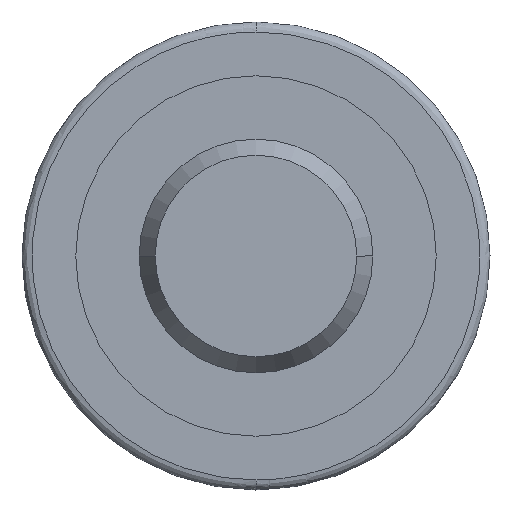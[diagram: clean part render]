
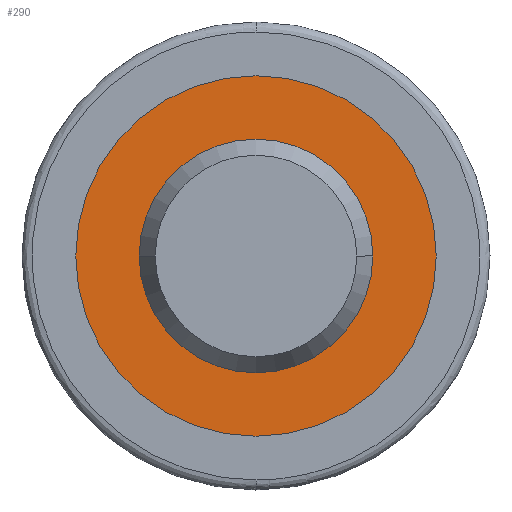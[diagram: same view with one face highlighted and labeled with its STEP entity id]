
A CAD part, left-side view. The second image highlights one B-rep face of the part: STEP entity #290.
In plain terms, the highlighted planar face has unit normal (-1, 0, 0).
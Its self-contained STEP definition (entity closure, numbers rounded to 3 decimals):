
#5 = ORIENTED_EDGE ( 'NONE', *, *, #723, .F. ) ;
#7 = ORIENTED_EDGE ( 'NONE', *, *, #744, .T. ) ;
#9 = ORIENTED_EDGE ( 'NONE', *, *, #748, .F. ) ;
#94 = ORIENTED_EDGE ( 'NONE', *, *, #717, .T. ) ;
#102 = EDGE_LOOP ( 'NONE', ( #5, #9 ) ) ;
#116 = EDGE_LOOP ( 'NONE', ( #94, #7 ) ) ;
#156 = FACE_BOUND ( 'NONE', #116, .T. ) ;
#159 = FACE_OUTER_BOUND ( 'NONE', #102, .T. ) ;
#216 = CIRCLE ( 'NONE', #786, 17.5 ) ;
#224 = CIRCLE ( 'NONE', #796, 27. ) ;
#252 = CIRCLE ( 'NONE', #805, 17.5 ) ;
#256 = CIRCLE ( 'NONE', #808, 27. ) ;
#290 = ADVANCED_FACE ( 'NONE', ( #156, #159 ), #448, .T. ) ;
#315 = CARTESIAN_POINT ( 'NONE',  ( 0., 0., 0. ) ) ;
#328 = DIRECTION ( 'NONE',  ( 1., 0., 0. ) ) ;
#329 = DIRECTION ( 'NONE',  ( 0., 1., 0. ) ) ;
#333 = CARTESIAN_POINT ( 'NONE',  ( 0., 0., 0. ) ) ;
#340 = DIRECTION ( 'NONE',  ( 1., 0., 0. ) ) ;
#341 = DIRECTION ( 'NONE',  ( 0., 1., 0. ) ) ;
#391 = VERTEX_POINT ( 'NONE', #572 ) ;
#392 = VERTEX_POINT ( 'NONE', #573 ) ;
#401 = VERTEX_POINT ( 'NONE', #580 ) ;
#402 = VERTEX_POINT ( 'NONE', #581 ) ;
#447 = CARTESIAN_POINT ( 'NONE',  ( 0., -22.25, 0. ) ) ;
#448 = PLANE ( 'NONE',  #761 ) ;
#449 = DIRECTION ( 'NONE',  ( -1., 0., 0. ) ) ;
#450 = DIRECTION ( 'NONE',  ( 0., 0., 1. ) ) ;
#572 = CARTESIAN_POINT ( 'NONE',  ( 0., 17.5, 0. ) ) ;
#573 = CARTESIAN_POINT ( 'NONE',  ( 0., -17.5, 0. ) ) ;
#580 = CARTESIAN_POINT ( 'NONE',  ( 0., -27., 0. ) ) ;
#581 = CARTESIAN_POINT ( 'NONE',  ( 0., 27., 0. ) ) ;
#653 = CARTESIAN_POINT ( 'NONE',  ( 0., 0., 0. ) ) ;
#654 = DIRECTION ( 'NONE',  ( 1., 0., 0. ) ) ;
#655 = DIRECTION ( 'NONE',  ( 0., 1., 0. ) ) ;
#669 = CARTESIAN_POINT ( 'NONE',  ( 0., 0., 0. ) ) ;
#670 = DIRECTION ( 'NONE',  ( 1., 0., 0. ) ) ;
#671 = DIRECTION ( 'NONE',  ( 0., 1., 0. ) ) ;
#717 = EDGE_CURVE ( 'NONE', #391, #392, #216, .T. ) ;
#723 = EDGE_CURVE ( 'NONE', #402, #401, #224, .T. ) ;
#744 = EDGE_CURVE ( 'NONE', #392, #391, #252, .T. ) ;
#748 = EDGE_CURVE ( 'NONE', #401, #402, #256, .T. ) ;
#761 = AXIS2_PLACEMENT_3D ( 'NONE', #447, #449, #450 ) ;
#786 = AXIS2_PLACEMENT_3D ( 'NONE', #653, #654, #655 ) ;
#796 = AXIS2_PLACEMENT_3D ( 'NONE', #669, #670, #671 ) ;
#805 = AXIS2_PLACEMENT_3D ( 'NONE', #315, #328, #329 ) ;
#808 = AXIS2_PLACEMENT_3D ( 'NONE', #333, #340, #341 ) ;
